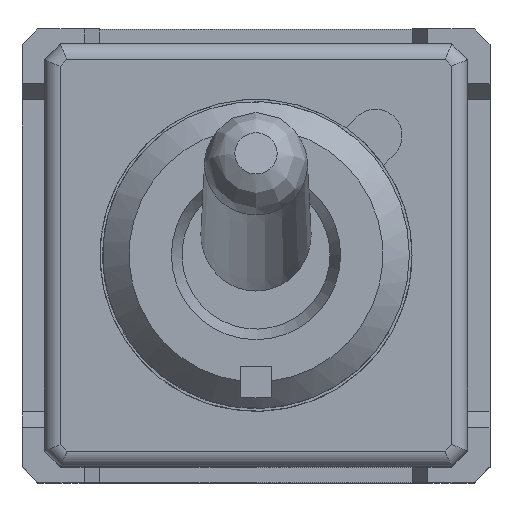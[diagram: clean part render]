
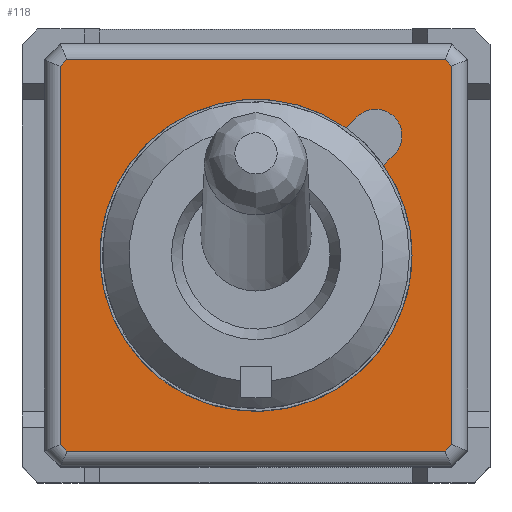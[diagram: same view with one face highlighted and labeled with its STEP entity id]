
A CAD part, top view. The second image highlights one B-rep face of the part: STEP entity #118.
In plain terms, the highlighted planar face has unit normal (0, 0, 1).
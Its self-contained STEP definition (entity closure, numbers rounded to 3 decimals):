
#118 = ADVANCED_FACE( '', ( #282, #283 ), #284, .T. );
#282 = FACE_OUTER_BOUND( '', #553, .T. );
#283 = FACE_BOUND( '', #554, .T. );
#284 = PLANE( '', #555 );
#553 = EDGE_LOOP( '', ( #1031, #1032, #1033, #1034, #1035, #1036, #1037, #1038 ) );
#554 = EDGE_LOOP( '', ( #1039, #1040, #1041, #1042 ) );
#555 = AXIS2_PLACEMENT_3D( '', #1043, #1044, #1045 );
#1031 = ORIENTED_EDGE( '', *, *, #1702, .T. );
#1032 = ORIENTED_EDGE( '', *, *, #1703, .T. );
#1033 = ORIENTED_EDGE( '', *, *, #1704, .T. );
#1034 = ORIENTED_EDGE( '', *, *, #1705, .T. );
#1035 = ORIENTED_EDGE( '', *, *, #1684, .T. );
#1036 = ORIENTED_EDGE( '', *, *, #1683, .T. );
#1037 = ORIENTED_EDGE( '', *, *, #1687, .T. );
#1038 = ORIENTED_EDGE( '', *, *, #1706, .T. );
#1039 = ORIENTED_EDGE( '', *, *, #1695, .F. );
#1040 = ORIENTED_EDGE( '', *, *, #1707, .F. );
#1041 = ORIENTED_EDGE( '', *, *, #1708, .F. );
#1042 = ORIENTED_EDGE( '', *, *, #1709, .F. );
#1043 = CARTESIAN_POINT( '', ( -4., -4., 7. ) );
#1044 = DIRECTION( '', ( 0., 0., 1. ) );
#1045 = DIRECTION( '', ( 1., 0., 0. ) );
#1683 = EDGE_CURVE( '', #2063, #2065, #2067, .T. );
#1684 = EDGE_CURVE( '', #2068, #2063, #2069, .T. );
#1687 = EDGE_CURVE( '', #2065, #2071, #2073, .T. );
#1695 = EDGE_CURVE( '', #2085, #2086, #2087, .T. );
#1702 = EDGE_CURVE( '', #2098, #2099, #2100, .T. );
#1703 = EDGE_CURVE( '', #2099, #2101, #2102, .T. );
#1704 = EDGE_CURVE( '', #2101, #2103, #2104, .T. );
#1705 = EDGE_CURVE( '', #2103, #2068, #2105, .T. );
#1706 = EDGE_CURVE( '', #2071, #2098, #2106, .T. );
#1707 = EDGE_CURVE( '', #2107, #2085, #2108, .T. );
#1708 = EDGE_CURVE( '', #2109, #2107, #2110, .T. );
#1709 = EDGE_CURVE( '', #2086, #2109, #2111, .T. );
#2063 = VERTEX_POINT( '', #2646 );
#2065 = VERTEX_POINT( '', #2648 );
#2067 = LINE( '', #2650, #2651 );
#2068 = VERTEX_POINT( '', #2652 );
#2069 = LINE( '', #2653, #2654 );
#2071 = VERTEX_POINT( '', #2656 );
#2073 = LINE( '', #2658, #2659 );
#2085 = VERTEX_POINT( '', #2678 );
#2086 = VERTEX_POINT( '', #2679 );
#2087 = LINE( '', #2680, #2681 );
#2098 = VERTEX_POINT( '', #2696 );
#2099 = VERTEX_POINT( '', #2697 );
#2100 = LINE( '', #2698, #2699 );
#2101 = VERTEX_POINT( '', #2700 );
#2102 = LINE( '', #2701, #2702 );
#2103 = VERTEX_POINT( '', #2703 );
#2104 = LINE( '', #2704, #2705 );
#2105 = LINE( '', #2706, #2707 );
#2106 = LINE( '', #2708, #2709 );
#2107 = VERTEX_POINT( '', #2710 );
#2108 = CIRCLE( '', #2711, 0.5 );
#2109 = VERTEX_POINT( '', #2712 );
#2110 = LINE( '', #2713, #2714 );
#2111 = CIRCLE( '', #2715, 2.95 );
#2646 = CARTESIAN_POINT( '', ( 3.7, 3.576, 7. ) );
#2648 = CARTESIAN_POINT( '', ( 3.576, 3.7, 7. ) );
#2650 = CARTESIAN_POINT( '', ( 3.638, 3.638, 7. ) );
#2651 = VECTOR( '', #3097, 1000. );
#2652 = CARTESIAN_POINT( '', ( 3.7, -3.576, 7. ) );
#2653 = CARTESIAN_POINT( '', ( 3.7, -4., 7. ) );
#2654 = VECTOR( '', #3098, 1000. );
#2656 = CARTESIAN_POINT( '', ( -3.576, 3.7, 7. ) );
#2658 = CARTESIAN_POINT( '', ( -4., 3.7, 7. ) );
#2659 = VECTOR( '', #3105, 1000. );
#2678 = CARTESIAN_POINT( '', ( 1.909, 2.616, 7. ) );
#2679 = CARTESIAN_POINT( '', ( 1.702, 2.409, 7. ) );
#2680 = CARTESIAN_POINT( '', ( 1.909, 2.616, 7. ) );
#2681 = VECTOR( '', #3113, 1000. );
#2696 = CARTESIAN_POINT( '', ( -3.7, 3.576, 7. ) );
#2697 = CARTESIAN_POINT( '', ( -3.7, -3.576, 7. ) );
#2698 = CARTESIAN_POINT( '', ( -3.7, -4., 7. ) );
#2699 = VECTOR( '', #3124, 1000. );
#2700 = CARTESIAN_POINT( '', ( -3.576, -3.7, 7. ) );
#2701 = CARTESIAN_POINT( '', ( -3.638, -3.638, 7. ) );
#2702 = VECTOR( '', #3125, 1000. );
#2703 = CARTESIAN_POINT( '', ( 3.576, -3.7, 7. ) );
#2704 = CARTESIAN_POINT( '', ( -4., -3.7, 7. ) );
#2705 = VECTOR( '', #3126, 1000. );
#2706 = CARTESIAN_POINT( '', ( -0.362, -7.638, 7. ) );
#2707 = VECTOR( '', #3127, 1000. );
#2708 = CARTESIAN_POINT( '', ( -7.638, -0.362, 7. ) );
#2709 = VECTOR( '', #3128, 1000. );
#2710 = CARTESIAN_POINT( '', ( 2.616, 1.909, 7. ) );
#2711 = AXIS2_PLACEMENT_3D( '', #3129, #3130, #3131 );
#2712 = CARTESIAN_POINT( '', ( 2.409, 1.702, 7. ) );
#2713 = CARTESIAN_POINT( '', ( 2.409, 1.702, 7. ) );
#2714 = VECTOR( '', #3132, 1000. );
#2715 = AXIS2_PLACEMENT_3D( '', #3133, #3134, #3135 );
#3097 = DIRECTION( '', ( -0.707, 0.707, 0. ) );
#3098 = DIRECTION( '', ( 0., 1., 0. ) );
#3105 = DIRECTION( '', ( -1., 0., 0. ) );
#3113 = DIRECTION( '', ( -0.707, -0.707, 0. ) );
#3124 = DIRECTION( '', ( 0., -1., 0. ) );
#3125 = DIRECTION( '', ( 0.707, -0.707, 0. ) );
#3126 = DIRECTION( '', ( 1., 0., 0. ) );
#3127 = DIRECTION( '', ( 0.707, 0.707, 0. ) );
#3128 = DIRECTION( '', ( -0.707, -0.707, 0. ) );
#3129 = CARTESIAN_POINT( '', ( 2.263, 2.263, 7. ) );
#3130 = DIRECTION( '', ( 0., 0., 1. ) );
#3131 = DIRECTION( '', ( 1., 0., 0. ) );
#3132 = DIRECTION( '', ( 0.707, 0.707, 0. ) );
#3133 = CARTESIAN_POINT( '', ( 0., 0., 7. ) );
#3134 = DIRECTION( '', ( 0., 0., 1. ) );
#3135 = DIRECTION( '', ( 1., 0., 0. ) );
